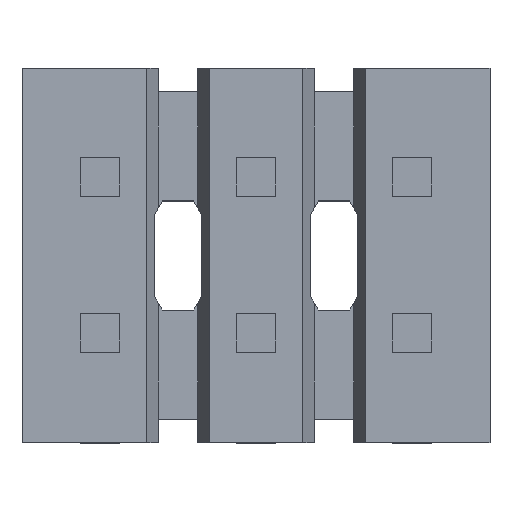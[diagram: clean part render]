
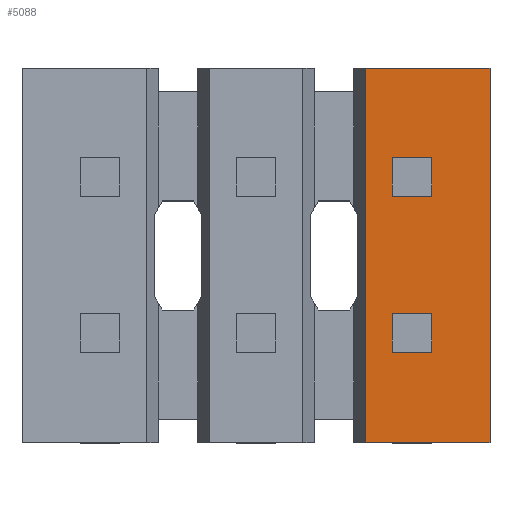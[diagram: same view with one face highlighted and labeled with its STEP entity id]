
A CAD part, top view. The second image highlights one B-rep face of the part: STEP entity #5088.
In plain terms, the highlighted planar face has unit normal (0, 0, 1).
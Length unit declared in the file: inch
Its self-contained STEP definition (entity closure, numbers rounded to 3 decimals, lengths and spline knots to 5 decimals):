
#172=PLANE('',#5427);
#1287=ORIENTED_EDGE('',*,*,#2341,.F.);
#1288=ORIENTED_EDGE('',*,*,#2342,.F.);
#1289=ORIENTED_EDGE('',*,*,#2343,.F.);
#1290=ORIENTED_EDGE('',*,*,#2344,.F.);
#1291=ORIENTED_EDGE('',*,*,#2345,.F.);
#1292=ORIENTED_EDGE('',*,*,#2346,.F.);
#1293=ORIENTED_EDGE('',*,*,#2347,.F.);
#1294=ORIENTED_EDGE('',*,*,#2348,.F.);
#1295=ORIENTED_EDGE('',*,*,#2127,.T.);
#1296=ORIENTED_EDGE('',*,*,#2349,.T.);
#1297=ORIENTED_EDGE('',*,*,#2229,.T.);
#1298=ORIENTED_EDGE('',*,*,#2350,.T.);
#2127=EDGE_CURVE('',#2748,#2747,#3287,.T.);
#2229=EDGE_CURVE('',#2832,#2831,#3387,.T.);
#2341=EDGE_CURVE('',#2907,#2908,#3497,.T.);
#2342=EDGE_CURVE('',#2909,#2907,#3498,.T.);
#2343=EDGE_CURVE('',#2910,#2909,#3499,.T.);
#2344=EDGE_CURVE('',#2908,#2910,#3500,.T.);
#2345=EDGE_CURVE('',#2911,#2912,#3501,.T.);
#2346=EDGE_CURVE('',#2913,#2911,#3502,.T.);
#2347=EDGE_CURVE('',#2914,#2913,#3503,.T.);
#2348=EDGE_CURVE('',#2912,#2914,#3504,.T.);
#2349=EDGE_CURVE('',#2747,#2832,#3505,.T.);
#2350=EDGE_CURVE('',#2831,#2748,#3506,.T.);
#2747=VERTEX_POINT('',#7567);
#2748=VERTEX_POINT('',#7569);
#2831=VERTEX_POINT('',#7770);
#2832=VERTEX_POINT('',#7772);
#2907=VERTEX_POINT('',#7984);
#2908=VERTEX_POINT('',#7985);
#2909=VERTEX_POINT('',#7987);
#2910=VERTEX_POINT('',#7989);
#2911=VERTEX_POINT('',#7992);
#2912=VERTEX_POINT('',#7993);
#2913=VERTEX_POINT('',#7995);
#2914=VERTEX_POINT('',#7997);
#3287=LINE('',#7568,#3951);
#3387=LINE('',#7771,#4051);
#3497=LINE('',#7983,#4161);
#3498=LINE('',#7986,#4162);
#3499=LINE('',#7988,#4163);
#3500=LINE('',#7990,#4164);
#3501=LINE('',#7991,#4165);
#3502=LINE('',#7994,#4166);
#3503=LINE('',#7996,#4167);
#3504=LINE('',#7998,#4168);
#3505=LINE('',#7999,#4169);
#3506=LINE('',#8000,#4170);
#3951=VECTOR('',#6183,39.37008);
#4051=VECTOR('',#6321,39.37008);
#4161=VECTOR('',#6485,39.37008);
#4162=VECTOR('',#6486,39.37008);
#4163=VECTOR('',#6487,39.37008);
#4164=VECTOR('',#6488,39.37008);
#4165=VECTOR('',#6489,39.37008);
#4166=VECTOR('',#6490,39.37008);
#4167=VECTOR('',#6491,39.37008);
#4168=VECTOR('',#6492,39.37008);
#4169=VECTOR('',#6493,39.37008);
#4170=VECTOR('',#6494,39.37008);
#4498=EDGE_LOOP('',(#1287,#1288,#1289,#1290));
#4499=EDGE_LOOP('',(#1291,#1292,#1293,#1294));
#4500=EDGE_LOOP('',(#1295,#1296,#1297,#1298));
#4786=FACE_BOUND('',#4498,.T.);
#4787=FACE_BOUND('',#4499,.T.);
#4788=FACE_BOUND('',#4500,.T.);
#5088=ADVANCED_FACE('',(#4786,#4787,#4788),#172,.T.);
#5427=AXIS2_PLACEMENT_3D('',#7982,#6483,#6484);
#6183=DIRECTION('',(-1.,0.,0.));
#6321=DIRECTION('',(1.,0.,0.));
#6483=DIRECTION('',(0.,0.,1.));
#6484=DIRECTION('',(1.,0.,0.));
#6485=DIRECTION('',(-1.,0.,0.));
#6486=DIRECTION('',(0.,1.,0.));
#6487=DIRECTION('',(1.,0.,0.));
#6488=DIRECTION('',(0.,-1.,0.));
#6489=DIRECTION('',(-1.,0.,0.));
#6490=DIRECTION('',(0.,1.,0.));
#6491=DIRECTION('',(1.,0.,0.));
#6492=DIRECTION('',(0.,-1.,0.));
#6493=DIRECTION('',(0.,-1.,0.));
#6494=DIRECTION('',(0.,1.,0.));
#7567=CARTESIAN_POINT('',(0.07,0.12,0.05));
#7568=CARTESIAN_POINT('',(0.15,0.12,0.05));
#7569=CARTESIAN_POINT('',(0.15,0.12,0.05));
#7770=CARTESIAN_POINT('',(0.15,-0.12,0.05));
#7771=CARTESIAN_POINT('',(-0.15,-0.12,0.05));
#7772=CARTESIAN_POINT('',(0.07,-0.12,0.05));
#7982=CARTESIAN_POINT('',(0.,0.,0.05));
#7983=CARTESIAN_POINT('',(0.1125,-0.0375,0.05));
#7984=CARTESIAN_POINT('',(0.1125,-0.0375,0.05));
#7985=CARTESIAN_POINT('',(0.0875,-0.0375,0.05));
#7986=CARTESIAN_POINT('',(0.1125,-0.0625,0.05));
#7987=CARTESIAN_POINT('',(0.1125,-0.0625,0.05));
#7988=CARTESIAN_POINT('',(0.0875,-0.0625,0.05));
#7989=CARTESIAN_POINT('',(0.0875,-0.0625,0.05));
#7990=CARTESIAN_POINT('',(0.0875,-0.0375,0.05));
#7991=CARTESIAN_POINT('',(0.1125,0.0625,0.05));
#7992=CARTESIAN_POINT('',(0.1125,0.0625,0.05));
#7993=CARTESIAN_POINT('',(0.0875,0.0625,0.05));
#7994=CARTESIAN_POINT('',(0.1125,0.0375,0.05));
#7995=CARTESIAN_POINT('',(0.1125,0.0375,0.05));
#7996=CARTESIAN_POINT('',(0.0875,0.0375,0.05));
#7997=CARTESIAN_POINT('',(0.0875,0.0375,0.05));
#7998=CARTESIAN_POINT('',(0.0875,0.0625,0.05));
#7999=CARTESIAN_POINT('',(0.07,0.,0.05));
#8000=CARTESIAN_POINT('',(0.15,-0.12,0.05));
